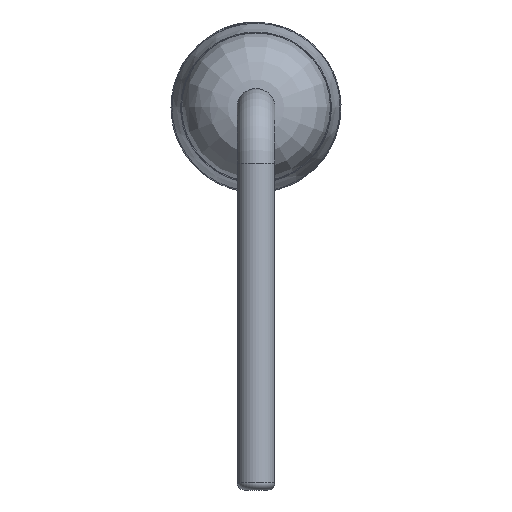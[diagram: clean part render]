
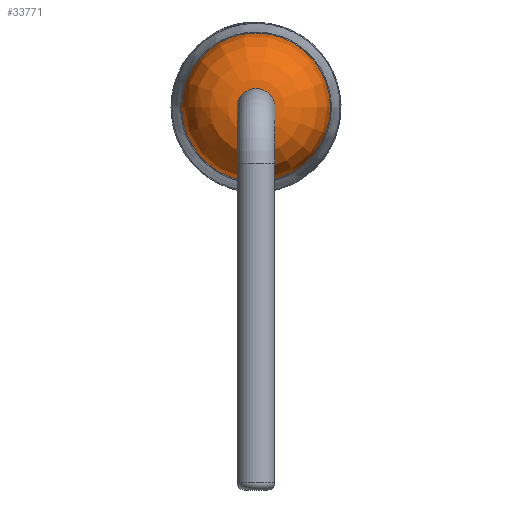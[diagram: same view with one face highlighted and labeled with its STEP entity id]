
A CAD part, left-side view. The second image highlights one B-rep face of the part: STEP entity #33771.
In plain terms, the highlighted face is a revolution surface.
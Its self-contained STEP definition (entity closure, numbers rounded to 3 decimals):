
#33687 = CYLINDRICAL_SURFACE('',#33688,1.);
#33688 = AXIS2_PLACEMENT_3D('',#33689,#33690,#33691);
#33689 = CARTESIAN_POINT('',(-5.5,0.,1.143));
#33690 = DIRECTION('',(-1.,-0.,-0.));
#33691 = DIRECTION('',(0.,1.,0.));
#33715 = VERTEX_POINT('',#33716);
#33716 = CARTESIAN_POINT('',(-6.87,1.,1.143));
#33734 = EDGE_CURVE('',#33715,#33715,#33735,.T.);
#33735 = SURFACE_CURVE('',#33736,(#33741,#33748),.PCURVE_S1.);
#33736 = CIRCLE('',#33737,1.);
#33737 = AXIS2_PLACEMENT_3D('',#33738,#33739,#33740);
#33738 = CARTESIAN_POINT('',(-6.87,0.,1.143));
#33739 = DIRECTION('',(1.,0.,0.));
#33740 = DIRECTION('',(-0.,1.,0.));
#33741 = PCURVE('',#33687,#33742);
#33742 = DEFINITIONAL_REPRESENTATION('',(#33743),#33747);
#33743 = LINE('',#33744,#33745);
#33744 = CARTESIAN_POINT('',(6.283,1.37));
#33745 = VECTOR('',#33746,1.);
#33746 = DIRECTION('',(-1.,0.));
#33747 = ( GEOMETRIC_REPRESENTATION_CONTEXT(2) 
PARAMETRIC_REPRESENTATION_CONTEXT() REPRESENTATION_CONTEXT('2D SPACE',''
  ) );
#33748 = PCURVE('',#33749,#33764);
#33749 = SURFACE_OF_REVOLUTION('',#33750,#33761);
#33750 = B_SPLINE_CURVE_WITH_KNOTS('',5,(#33751,#33752,#33753,#33754,
    #33755,#33756,#33757,#33758,#33759,#33760),.UNSPECIFIED.,.F.,.F.,(6,
    4,6),(0.,0.785,1.571),.UNSPECIFIED.);
#33751 = CARTESIAN_POINT('',(-6.87,1.,1.143));
#33752 = CARTESIAN_POINT('',(-6.988,1.,1.143));
#33753 = CARTESIAN_POINT('',(-7.106,0.977,1.143));
#33754 = CARTESIAN_POINT('',(-7.217,0.931,1.143));
#33755 = CARTESIAN_POINT('',(-7.317,0.864,1.143));
#33756 = CARTESIAN_POINT('',(-7.484,0.697,1.143));
#33757 = CARTESIAN_POINT('',(-7.551,0.597,1.143));
#33758 = CARTESIAN_POINT('',(-7.597,0.486,1.143));
#33759 = CARTESIAN_POINT('',(-7.62,0.368,1.143));
#33760 = CARTESIAN_POINT('',(-7.62,0.25,1.143));
#33761 = AXIS1_PLACEMENT('',#33762,#33763);
#33762 = CARTESIAN_POINT('',(-6.87,0.,1.143));
#33763 = DIRECTION('',(-1.,-0.,-0.));
#33764 = DEFINITIONAL_REPRESENTATION('',(#33765),#33769);
#33765 = LINE('',#33766,#33767);
#33766 = CARTESIAN_POINT('',(6.283,0.));
#33767 = VECTOR('',#33768,1.);
#33768 = DIRECTION('',(-1.,0.));
#33769 = ( GEOMETRIC_REPRESENTATION_CONTEXT(2) 
PARAMETRIC_REPRESENTATION_CONTEXT() REPRESENTATION_CONTEXT('2D SPACE',''
  ) );
#33771 = ADVANCED_FACE('',(#33772),#33749,.T.);
#33772 = FACE_BOUND('',#33773,.T.);
#33773 = EDGE_LOOP('',(#33774,#33803,#33823,#33824));
#33774 = ORIENTED_EDGE('',*,*,#33775,.T.);
#33775 = EDGE_CURVE('',#33776,#33776,#33778,.T.);
#33776 = VERTEX_POINT('',#33777);
#33777 = CARTESIAN_POINT('',(-7.62,0.25,1.143));
#33778 = SURFACE_CURVE('',#33779,(#33784,#33791),.PCURVE_S1.);
#33779 = CIRCLE('',#33780,0.25);
#33780 = AXIS2_PLACEMENT_3D('',#33781,#33782,#33783);
#33781 = CARTESIAN_POINT('',(-7.62,0.,1.143));
#33782 = DIRECTION('',(1.,0.,0.));
#33783 = DIRECTION('',(-0.,1.,0.));
#33784 = PCURVE('',#33749,#33785);
#33785 = DEFINITIONAL_REPRESENTATION('',(#33786),#33790);
#33786 = LINE('',#33787,#33788);
#33787 = CARTESIAN_POINT('',(6.283,1.571));
#33788 = VECTOR('',#33789,1.);
#33789 = DIRECTION('',(-1.,0.));
#33790 = ( GEOMETRIC_REPRESENTATION_CONTEXT(2) 
PARAMETRIC_REPRESENTATION_CONTEXT() REPRESENTATION_CONTEXT('2D SPACE',''
  ) );
#33791 = PCURVE('',#33792,#33797);
#33792 = PLANE('',#33793);
#33793 = AXIS2_PLACEMENT_3D('',#33794,#33795,#33796);
#33794 = CARTESIAN_POINT('',(-7.62,0.,1.143));
#33795 = DIRECTION('',(1.,0.,0.));
#33796 = DIRECTION('',(-0.,1.,0.));
#33797 = DEFINITIONAL_REPRESENTATION('',(#33798),#33802);
#33798 = CIRCLE('',#33799,0.25);
#33799 = AXIS2_PLACEMENT_2D('',#33800,#33801);
#33800 = CARTESIAN_POINT('',(0.,0.));
#33801 = DIRECTION('',(1.,0.));
#33802 = ( GEOMETRIC_REPRESENTATION_CONTEXT(2) 
PARAMETRIC_REPRESENTATION_CONTEXT() REPRESENTATION_CONTEXT('2D SPACE',''
  ) );
#33803 = ORIENTED_EDGE('',*,*,#33804,.F.);
#33804 = EDGE_CURVE('',#33715,#33776,#33805,.T.);
#33805 = SEAM_CURVE('',#33806,(#33811,#33817),.PCURVE_S1.);
#33806 = CIRCLE('',#33807,0.75);
#33807 = AXIS2_PLACEMENT_3D('',#33808,#33809,#33810);
#33808 = CARTESIAN_POINT('',(-6.87,0.25,1.143));
#33809 = DIRECTION('',(0.,-0.,1.));
#33810 = DIRECTION('',(0.,1.,0.));
#33811 = PCURVE('',#33749,#33812);
#33812 = DEFINITIONAL_REPRESENTATION('',(#33813),#33816);
#33813 = B_SPLINE_CURVE_WITH_KNOTS('',1,(#33814,#33815),.UNSPECIFIED.,
  .F.,.F.,(2,2),(0.,1.571),.PIECEWISE_BEZIER_KNOTS.);
#33814 = CARTESIAN_POINT('',(0.,0.));
#33815 = CARTESIAN_POINT('',(0.,1.571));
#33816 = ( GEOMETRIC_REPRESENTATION_CONTEXT(2) 
PARAMETRIC_REPRESENTATION_CONTEXT() REPRESENTATION_CONTEXT('2D SPACE',''
  ) );
#33817 = PCURVE('',#33749,#33818);
#33818 = DEFINITIONAL_REPRESENTATION('',(#33819),#33822);
#33819 = B_SPLINE_CURVE_WITH_KNOTS('',1,(#33820,#33821),.UNSPECIFIED.,
  .F.,.F.,(2,2),(0.,1.571),.PIECEWISE_BEZIER_KNOTS.);
#33820 = CARTESIAN_POINT('',(6.283,0.));
#33821 = CARTESIAN_POINT('',(6.283,1.571));
#33822 = ( GEOMETRIC_REPRESENTATION_CONTEXT(2) 
PARAMETRIC_REPRESENTATION_CONTEXT() REPRESENTATION_CONTEXT('2D SPACE',''
  ) );
#33823 = ORIENTED_EDGE('',*,*,#33734,.F.);
#33824 = ORIENTED_EDGE('',*,*,#33804,.T.);
